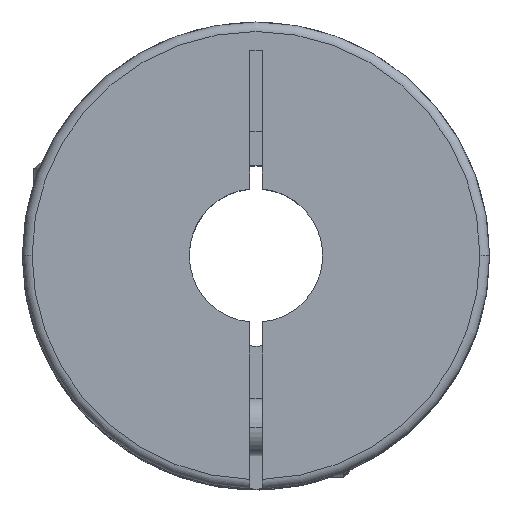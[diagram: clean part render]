
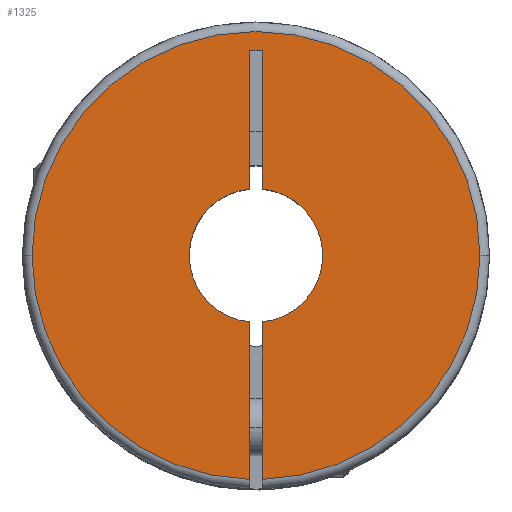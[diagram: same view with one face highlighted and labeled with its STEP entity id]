
A CAD part, top view. The second image highlights one B-rep face of the part: STEP entity #1325.
In plain terms, the highlighted planar face has unit normal (0, 0, 1).
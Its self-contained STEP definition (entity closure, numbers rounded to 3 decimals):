
#22 = LINE ( 'NONE', #2807, #647 ) ;
#97 = EDGE_CURVE ( 'NONE', #3081, #1507, #3817, .T. ) ;
#106 = CARTESIAN_POINT ( 'NONE',  ( 0.65, 21.5, 0. ) ) ;
#112 = CARTESIAN_POINT ( 'NONE',  ( 0., 0., 0. ) ) ;
#175 = EDGE_CURVE ( 'NONE', #4467, #1026, #628, .T. ) ;
#308 = EDGE_CURVE ( 'NONE', #393, #2456, #2298, .T. ) ;
#311 = ORIENTED_EDGE ( 'NONE', *, *, #175, .F. ) ;
#348 = CARTESIAN_POINT ( 'NONE',  ( 23.5, 0., 0. ) ) ;
#393 = VERTEX_POINT ( 'NONE', #3149 ) ;
#495 = EDGE_CURVE ( 'NONE', #1546, #2651, #1331, .T. ) ;
#504 = ORIENTED_EDGE ( 'NONE', *, *, #308, .T. ) ;
#527 = CARTESIAN_POINT ( 'NONE',  ( 0., 0., 0. ) ) ;
#541 = LINE ( 'NONE', #2034, #1605 ) ;
#585 = DIRECTION ( 'NONE',  ( 0., 1., 0. ) ) ;
#626 = CARTESIAN_POINT ( 'NONE',  ( 0.65, 21.5, 0. ) ) ;
#628 = CIRCLE ( 'NONE', #1610, 23.5 ) ;
#647 = VECTOR ( 'NONE', #1447, 1000. ) ;
#730 = ORIENTED_EDGE ( 'NONE', *, *, #3841, .F. ) ;
#812 = CARTESIAN_POINT ( 'NONE',  ( -0.65, -6.97, 0. ) ) ;
#856 = EDGE_CURVE ( 'NONE', #3633, #2651, #4362, .T. ) ;
#866 = ORIENTED_EDGE ( 'NONE', *, *, #856, .T. ) ;
#950 = VECTOR ( 'NONE', #1918, 1000. ) ;
#1002 = VECTOR ( 'NONE', #3488, 1000. ) ;
#1020 = ORIENTED_EDGE ( 'NONE', *, *, #495, .F. ) ;
#1026 = VERTEX_POINT ( 'NONE', #348 ) ;
#1073 = ORIENTED_EDGE ( 'NONE', *, *, #97, .F. ) ;
#1086 = EDGE_CURVE ( 'NONE', #1507, #2456, #22, .T. ) ;
#1175 = DIRECTION ( 'NONE',  ( -1., 0., 0. ) ) ;
#1195 = DIRECTION ( 'NONE',  ( 0., 0., -1. ) ) ;
#1237 = ORIENTED_EDGE ( 'NONE', *, *, #2754, .F. ) ;
#1316 = DIRECTION ( 'NONE',  ( 0., -1., 0. ) ) ;
#1325 = ADVANCED_FACE ( 'NONE', ( #2026 ), #3116, .F. ) ;
#1331 = LINE ( 'NONE', #4166, #4432 ) ;
#1389 = DIRECTION ( 'NONE',  ( 0., 1., 0. ) ) ;
#1408 = CARTESIAN_POINT ( 'NONE',  ( 0.65, -6.97, 0. ) ) ;
#1419 = VERTEX_POINT ( 'NONE', #2188 ) ;
#1447 = DIRECTION ( 'NONE',  ( 0., -1., 0. ) ) ;
#1507 = VERTEX_POINT ( 'NONE', #3311 ) ;
#1522 = EDGE_CURVE ( 'NONE', #1026, #1546, #3039, .T. ) ;
#1546 = VERTEX_POINT ( 'NONE', #1556 ) ;
#1556 = CARTESIAN_POINT ( 'NONE',  ( 0.65, -23.491, 0. ) ) ;
#1568 = DIRECTION ( 'NONE',  ( -1., 0., 0. ) ) ;
#1605 = VECTOR ( 'NONE', #585, 1000. ) ;
#1609 = CARTESIAN_POINT ( 'NONE',  ( 0., 0., 0. ) ) ;
#1610 = AXIS2_PLACEMENT_3D ( 'NONE', #2586, #1904, #1175 ) ;
#1616 = DIRECTION ( 'NONE',  ( 0., 0., -1. ) ) ;
#1904 = DIRECTION ( 'NONE',  ( 0., 0., -1. ) ) ;
#1918 = DIRECTION ( 'NONE',  ( 0., -1., 0. ) ) ;
#1931 = AXIS2_PLACEMENT_3D ( 'NONE', #4124, #2074, #1952 ) ;
#1937 = DIRECTION ( 'NONE',  ( -1., 0., 0. ) ) ;
#1952 = DIRECTION ( 'NONE',  ( -1., 0., 0. ) ) ;
#1997 = CARTESIAN_POINT ( 'NONE',  ( 0., 0., 0. ) ) ;
#2026 = FACE_OUTER_BOUND ( 'NONE', #2254, .T. ) ;
#2034 = CARTESIAN_POINT ( 'NONE',  ( 0.65, -24.5, 0. ) ) ;
#2074 = DIRECTION ( 'NONE',  ( 0., 0., -1. ) ) ;
#2188 = CARTESIAN_POINT ( 'NONE',  ( -0.65, -23.491, 0. ) ) ;
#2254 = EDGE_LOOP ( 'NONE', ( #4333, #730, #3539, #504, #3317, #1073, #1237, #866, #1020, #3732, #311 ) ) ;
#2293 = DIRECTION ( 'NONE',  ( 0., 0., -1. ) ) ;
#2298 = CIRCLE ( 'NONE', #2432, 7. ) ;
#2306 = AXIS2_PLACEMENT_3D ( 'NONE', #527, #2293, #1937 ) ;
#2324 = VERTEX_POINT ( 'NONE', #812 ) ;
#2374 = AXIS2_PLACEMENT_3D ( 'NONE', #4504, #4113, #1316 ) ;
#2380 = AXIS2_PLACEMENT_3D ( 'NONE', #112, #2554, #1568 ) ;
#2432 = AXIS2_PLACEMENT_3D ( 'NONE', #1997, #1616, #3423 ) ;
#2456 = VERTEX_POINT ( 'NONE', #3291 ) ;
#2554 = DIRECTION ( 'NONE',  ( 0., 0., -1. ) ) ;
#2586 = CARTESIAN_POINT ( 'NONE',  ( 0., 0., 0. ) ) ;
#2651 = VERTEX_POINT ( 'NONE', #1408 ) ;
#2754 = EDGE_CURVE ( 'NONE', #3633, #3081, #541, .T. ) ;
#2807 = CARTESIAN_POINT ( 'NONE',  ( -0.65, 21.5, 0. ) ) ;
#3039 = CIRCLE ( 'NONE', #2306, 23.5 ) ;
#3081 = VERTEX_POINT ( 'NONE', #106 ) ;
#3116 = PLANE ( 'NONE',  #2374 ) ;
#3149 = CARTESIAN_POINT ( 'NONE',  ( -7., 0., 0. ) ) ;
#3291 = CARTESIAN_POINT ( 'NONE',  ( -0.65, 6.97, 0. ) ) ;
#3311 = CARTESIAN_POINT ( 'NONE',  ( -0.65, 21.5, 0. ) ) ;
#3317 = ORIENTED_EDGE ( 'NONE', *, *, #1086, .F. ) ;
#3355 = CIRCLE ( 'NONE', #2380, 7. ) ;
#3400 = CARTESIAN_POINT ( 'NONE',  ( 0.65, 6.97, 0. ) ) ;
#3423 = DIRECTION ( 'NONE',  ( -1., 0., 0. ) ) ;
#3488 = DIRECTION ( 'NONE',  ( -1., 0., 0. ) ) ;
#3497 = EDGE_CURVE ( 'NONE', #1419, #4467, #4211, .T. ) ;
#3539 = ORIENTED_EDGE ( 'NONE', *, *, #4112, .T. ) ;
#3633 = VERTEX_POINT ( 'NONE', #3400 ) ;
#3695 = DIRECTION ( 'NONE',  ( -1., 0., 0. ) ) ;
#3732 = ORIENTED_EDGE ( 'NONE', *, *, #1522, .F. ) ;
#3817 = LINE ( 'NONE', #626, #1002 ) ;
#3841 = EDGE_CURVE ( 'NONE', #2324, #1419, #4003, .T. ) ;
#4003 = LINE ( 'NONE', #4422, #950 ) ;
#4112 = EDGE_CURVE ( 'NONE', #2324, #393, #3355, .T. ) ;
#4113 = DIRECTION ( 'NONE',  ( 0., 0., -1. ) ) ;
#4124 = CARTESIAN_POINT ( 'NONE',  ( 0., 0., 0. ) ) ;
#4129 = AXIS2_PLACEMENT_3D ( 'NONE', #1609, #1195, #3695 ) ;
#4166 = CARTESIAN_POINT ( 'NONE',  ( 0.65, -24.5, 0. ) ) ;
#4206 = CARTESIAN_POINT ( 'NONE',  ( -23.5, 0., 0. ) ) ;
#4211 = CIRCLE ( 'NONE', #1931, 23.5 ) ;
#4333 = ORIENTED_EDGE ( 'NONE', *, *, #3497, .F. ) ;
#4362 = CIRCLE ( 'NONE', #4129, 7. ) ;
#4422 = CARTESIAN_POINT ( 'NONE',  ( -0.65, 21.5, 0. ) ) ;
#4432 = VECTOR ( 'NONE', #1389, 1000. ) ;
#4467 = VERTEX_POINT ( 'NONE', #4206 ) ;
#4504 = CARTESIAN_POINT ( 'NONE',  ( 0., 0., 0. ) ) ;
